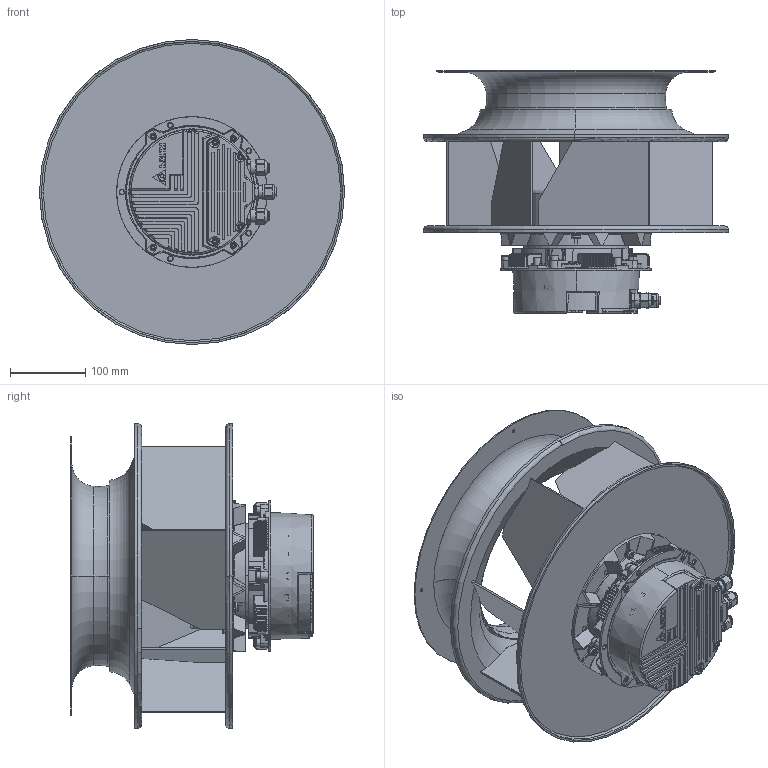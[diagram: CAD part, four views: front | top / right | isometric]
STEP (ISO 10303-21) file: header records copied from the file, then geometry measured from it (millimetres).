
FILE_DESCRIPTION((''),'2;1');
FILE_NAME('ASM0010_ASM','2017-11-06T',('CHESTER.YAN'),(''),'CREO PARAMETRIC BY PTC INC, 2015080','CREO PARAMETRIC BY PTC INC, 2015080','');
FILE_SCHEMA(('CONFIG_CONTROL_DESIGN'));
Products named in the file (8): OD116_2_MOTOR_1_1_2_1; OD116_2_MOTOR_1_1_2_2; OD116_2_MOTOR_1_1_2_3; OD116_2_MOTOR_1_1_2_4; OD116_2_MOTOR_1_1_2_ASM; PRT0010; 040_27R_NOZZLE; ASM0010_ASM
Assembly tree (7 placements, depth 3):
  ASM0010_ASM
    OD116_2_MOTOR_1_1_2_ASM
      OD116_2_MOTOR_1_1_2_1
      OD116_2_MOTOR_1_1_2_2
      OD116_2_MOTOR_1_1_2_3
      OD116_2_MOTOR_1_1_2_4
    PRT0010
    040_27R_NOZZLE
Bounding box: 405 x 322 x 405 mm (x, y, z)
Volume: 2366611.1 mm3; surface area: 1335196.1 mm2
Topology: 13 solids, 30 shells, 4025 faces, 11071 edges, 7079 vertices
Faces by surface type: cylinder 1431, plane 1356, torus 607, bspline 364, cone 120, sphere 115, extrusion 32
Entity records: 173028 total; most frequent: CARTESIAN_POINT 74110, ORIENTED_EDGE 21801, DIRECTION 19735, EDGE_CURVE 10957, AXIS2_PLACEMENT_3D 7931, VERTEX_POINT 7080, CIRCLE 4280, EDGE_LOOP 4212
